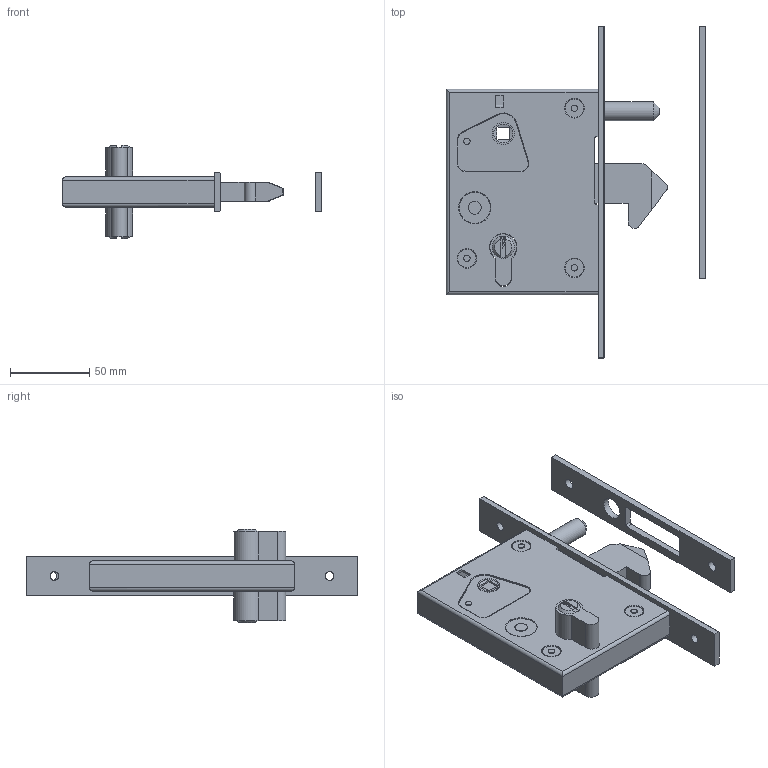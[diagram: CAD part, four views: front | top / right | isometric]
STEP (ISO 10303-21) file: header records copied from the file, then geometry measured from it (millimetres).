
FILE_DESCRIPTION(/* description */ (''),/* implementation_level */ '2;1');
FILE_NAME(/* name */ '0954X.stp',/* time_stamp */ '2020-05-14T14:04:35+02:00',/* author */ ('Giuliano'),/* organization */ (''),/* preprocessor_version */ 'ST-DEVELOPER v17.2',/* originating_system */ 'Autodesk Inventor 2019',/* authorisation */ '');
FILE_SCHEMA (('AUTOMOTIVE_DESIGN { 1 0 10303 214 3 1 1 }'));
Length unit declared in the file: millimetre
Products named in the file (4): 954X; 954; 954 SERRURE; 954 gâche
Assembly tree (3 placements, depth 2):
  954X
    954
    954 SERRURE
    954 gâche
Bounding box: 164 x 210 x 59.4 mm (x, y, z)
Volume: 110781.4 mm3; surface area: 96884.2 mm2
Topology: 3 solids, 3 shells, 394 faces, 1045 edges, 686 vertices
Faces by surface type: plane 200, cylinder 84, bspline 78, torus 26, cone 6
Full cylindrical faces by diameter (mm): 4 x7, 4.134 x1, 5 x1, 5.5 x2, 6.5 x2, 8 x2, 8.5 x2, 12 x7, 14 x3, 15 x2, 20 x2
Entity records: 12793 total; most frequent: CARTESIAN_POINT 3110, ORIENTED_EDGE 2090, DIRECTION 1763, EDGE_CURVE 1045, VERTEX_POINT 686, LINE 613, VECTOR 613, AXIS2_PLACEMENT_3D 575
